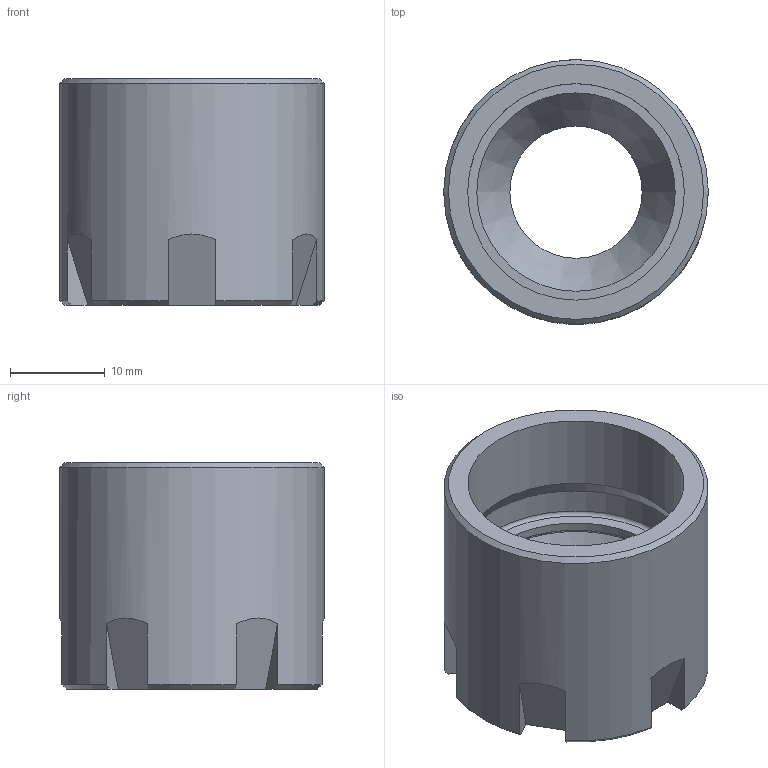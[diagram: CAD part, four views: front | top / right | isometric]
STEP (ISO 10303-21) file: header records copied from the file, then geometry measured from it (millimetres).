
FILE_DESCRIPTION(/* description */ (''),/* implementation_level */ '2;1');
FILE_NAME(/* name */ '352020000.stp',/* time_stamp */ '2022-09-23T10:42:49',/* author */ ('Ratnasingam Jekanthan'),/* organization */ ('REGO-FIX'),/* preprocessor_version */ ' Unknown',/* originating_system */ 'SIEMENS PLM Software Solid Edge ST10',/* authorization */ 'Unknown');
FILE_SCHEMA (('AUTOMOTIVE_DESIGN { 1 0 10303 214 2 1 1}'));
Length unit declared in the file: millimetre
Products named in the file (1): NOCUT
Bounding box: 28 x 28 x 24 mm (x, y, z)
Volume: 6475.4 mm3; surface area: 4472.6 mm2
Topology: 1 solids, 1 shells, 39 faces, 99 edges, 64 vertices
Faces by surface type: plane 22, cone 10, cylinder 5, torus 2
Full cylindrical faces by diameter (mm): 14 x1, 21 x1, 22.917 x1, 24.3 x1, 28 x1
Entity records: 1431 total; most frequent: DIRECTION 216, CARTESIAN_POINT 191, ORIENTED_EDGE 172, AXIS2_PLACEMENT_3D 87, EDGE_CURVE 86, VERTEX_POINT 62, EDGE_LOOP 54, FACE_BOUND 54
